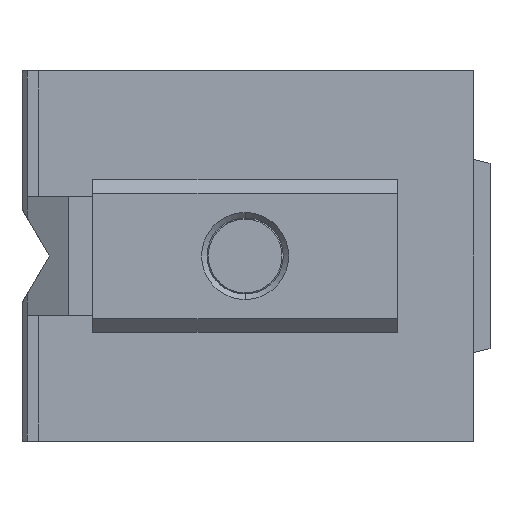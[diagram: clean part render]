
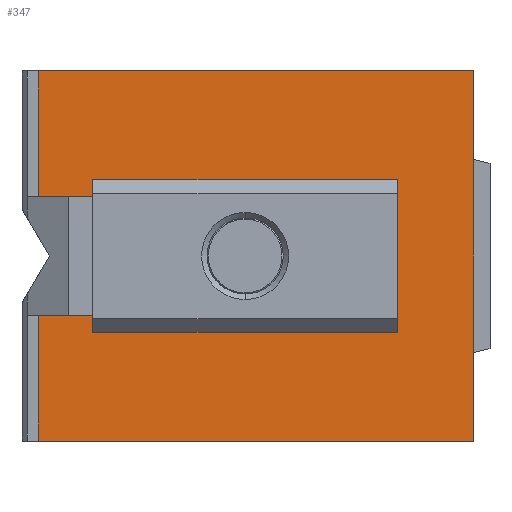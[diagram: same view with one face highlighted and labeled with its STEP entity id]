
A CAD part, front view. The second image highlights one B-rep face of the part: STEP entity #347.
In plain terms, the highlighted planar face has unit normal (0, -1, 0).
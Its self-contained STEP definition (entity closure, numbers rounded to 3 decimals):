
#347=ADVANCED_FACE('',(#939,#940),#941,.T.);
#939=FACE_OUTER_BOUND('',#2428,.T.);
#940=FACE_BOUND('',#2429,.T.);
#941=PLANE('',#2430);
#2428=EDGE_LOOP('',(#4105,#4106,#4107,#4108,#4109,#4110,#4111,#4112));
#2429=EDGE_LOOP('',(#4113,#4114));
#2430=AXIS2_PLACEMENT_3D('',#4115,#4116,#4117);
#4105=ORIENTED_EDGE('',*,*,#6483,.T.);
#4106=ORIENTED_EDGE('',*,*,#6479,.T.);
#4107=ORIENTED_EDGE('',*,*,#6509,.T.);
#4108=ORIENTED_EDGE('',*,*,#6506,.T.);
#4109=ORIENTED_EDGE('',*,*,#6501,.T.);
#4110=ORIENTED_EDGE('',*,*,#6497,.T.);
#4111=ORIENTED_EDGE('',*,*,#6492,.T.);
#4112=ORIENTED_EDGE('',*,*,#6488,.T.);
#4113=ORIENTED_EDGE('',*,*,#6473,.T.);
#4114=ORIENTED_EDGE('',*,*,#6452,.T.);
#4115=CARTESIAN_POINT('',(0.0,0.0,0.0));
#4116=DIRECTION('',(0.0,-1.0,0.0));
#4117=DIRECTION('',(0.0,0.0,-1.0));
#6452=EDGE_CURVE('',#7464,#7465,#7466,.T.);
#6473=EDGE_CURVE('',#7465,#7464,#7499,.T.);
#6479=EDGE_CURVE('',#7503,#7507,#7509,.T.);
#6483=EDGE_CURVE('',#7512,#7503,#7515,.T.);
#6488=EDGE_CURVE('',#7519,#7512,#7522,.T.);
#6492=EDGE_CURVE('',#7525,#7519,#7528,.T.);
#6497=EDGE_CURVE('',#7532,#7525,#7535,.T.);
#6501=EDGE_CURVE('',#7538,#7532,#7541,.T.);
#6506=EDGE_CURVE('',#7545,#7538,#7548,.T.);
#6509=EDGE_CURVE('',#7507,#7545,#7551,.T.);
#7464=VERTEX_POINT('',#9138);
#7465=VERTEX_POINT('',#9139);
#7466=CIRCLE('',#9140,8.5);
#7499=CIRCLE('',#9245,8.5);
#7503=VERTEX_POINT('',#9249);
#7507=VERTEX_POINT('',#9255);
#7509=LINE('',#9258,#9259);
#7512=VERTEX_POINT('',#9262);
#7515=LINE('',#9267,#9268);
#7519=VERTEX_POINT('',#9272);
#7522=LINE('',#9277,#9278);
#7525=VERTEX_POINT('',#9281);
#7528=LINE('',#9286,#9287);
#7532=VERTEX_POINT('',#9291);
#7535=LINE('',#9296,#9297);
#7538=VERTEX_POINT('',#9300);
#7541=LINE('',#9305,#9306);
#7545=VERTEX_POINT('',#9310);
#7548=LINE('',#9315,#9316);
#7551=LINE('',#9320,#9321);
#9138=CARTESIAN_POINT('',(0.,0.0,-8.5));
#9139=CARTESIAN_POINT('',(0.0,0.0,8.5));
#9140=AXIS2_PLACEMENT_3D('',#12068,#12069,#12070);
#9245=AXIS2_PLACEMENT_3D('',#12097,#12098,#12099);
#9249=CARTESIAN_POINT('',(-18.0,0.,11.0));
#9255=CARTESIAN_POINT('',(-18.0,0.0,-11.0));
#9258=CARTESIAN_POINT('',(-18.0,0.0,0.0));
#9259=VECTOR('',#12106,1000.0);
#9262=CARTESIAN_POINT('',(-38.0,0.0,11.0));
#9267=CARTESIAN_POINT('',(0.0,0.0,11.0));
#9268=VECTOR('',#12109,1000.0);
#9272=CARTESIAN_POINT('',(-38.0,0.0,34.0));
#9277=CARTESIAN_POINT('',(-38.0,0.0,0.0));
#9278=VECTOR('',#12115,1000.0);
#9281=CARTESIAN_POINT('',(42.0,0.0,34.0));
#9286=CARTESIAN_POINT('',(0.0,0.0,34.0));
#9287=VECTOR('',#12118,1000.0);
#9291=CARTESIAN_POINT('',(42.0,0.,-34.0));
#9296=CARTESIAN_POINT('',(42.0,0.0,0.0));
#9297=VECTOR('',#12124,1000.0);
#9300=CARTESIAN_POINT('',(-38.0,0.0,-34.0));
#9305=CARTESIAN_POINT('',(0.0,0.0,-34.0));
#9306=VECTOR('',#12127,1000.0);
#9310=CARTESIAN_POINT('',(-38.0,0.0,-11.0));
#9315=CARTESIAN_POINT('',(-38.0,0.0,0.0));
#9316=VECTOR('',#12133,1000.0);
#9320=CARTESIAN_POINT('',(0.0,0.0,-11.0));
#9321=VECTOR('',#12135,1000.0);
#12068=CARTESIAN_POINT('',(0.0,0.0,0.0));
#12069=DIRECTION('',(0.0,1.0,0.0));
#12070=DIRECTION('',(0.0,0.0,1.0));
#12097=CARTESIAN_POINT('',(0.0,0.0,0.0));
#12098=DIRECTION('',(0.0,1.0,0.0));
#12099=DIRECTION('',(0.0,0.0,1.0));
#12106=DIRECTION('',(0.0,0.0,-1.0));
#12109=DIRECTION('',(1.0,0.0,0.0));
#12115=DIRECTION('',(0.0,0.0,-1.0));
#12118=DIRECTION('',(-1.0,-0.0,-0.0));
#12124=DIRECTION('',(0.0,0.0,1.0));
#12127=DIRECTION('',(1.0,0.0,0.0));
#12133=DIRECTION('',(0.0,0.0,-1.0));
#12135=DIRECTION('',(-1.0,-0.0,-0.0));
